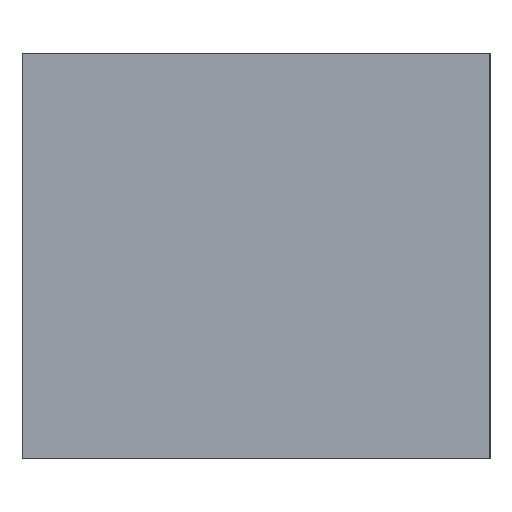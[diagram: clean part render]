
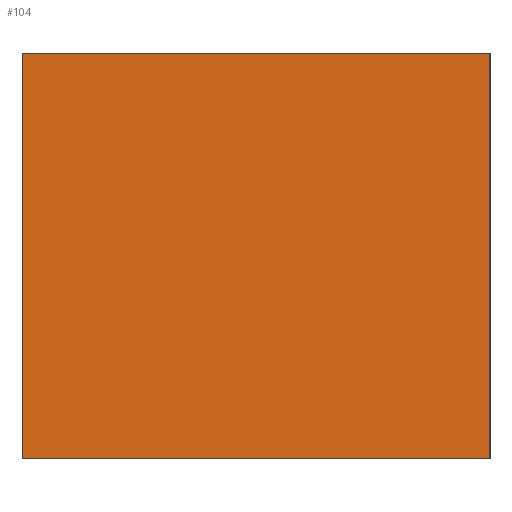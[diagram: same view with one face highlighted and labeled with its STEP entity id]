
A CAD part, left-side view. The second image highlights one B-rep face of the part: STEP entity #104.
In plain terms, the highlighted planar face has unit normal (-1, 0, 0).
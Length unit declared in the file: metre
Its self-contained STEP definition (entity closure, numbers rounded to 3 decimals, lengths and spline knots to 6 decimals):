
#104=ADVANCED_FACE('0:383',(#212),#213,.T.);
#212=FACE_OUTER_BOUND('',#329,.T.);
#213=PLANE('',#330);
#329=EDGE_LOOP('',(#519,#520,#521,#522));
#330=AXIS2_PLACEMENT_3D('',#523,#524,#525);
#519=ORIENTED_EDGE('',*,*,#713,.T.);
#520=ORIENTED_EDGE('',*,*,#714,.F.);
#521=ORIENTED_EDGE('',*,*,#692,.F.);
#522=ORIENTED_EDGE('',*,*,#711,.T.);
#523=CARTESIAN_POINT('',(-0.0003,-0.00015,0.00013));
#524=DIRECTION('',(-1.0,0.0,0.0));
#525=DIRECTION('',(0.0,0.0,1.0));
#692=EDGE_CURVE('0:401',#816,#818,#819,.T.);
#711=EDGE_CURVE('0:446',#816,#846,#848,.T.);
#713=EDGE_CURVE('0:449',#846,#850,#851,.T.);
#714=EDGE_CURVE('0:452',#818,#850,#852,.T.);
#816=VERTEX_POINT('',#996);
#818=VERTEX_POINT('',#999);
#819=LINE('',#1000,#1001);
#846=VERTEX_POINT('',#1041);
#848=LINE('',#1044,#1045);
#850=VERTEX_POINT('',#1047);
#851=LINE('',#1048,#1049);
#852=LINE('',#1050,#1051);
#996=CARTESIAN_POINT('',(-0.0003,-0.00015,0.00026));
#999=CARTESIAN_POINT('',(-0.0003,-0.00015,0.0));
#1000=CARTESIAN_POINT('',(-0.0003,-0.00015,0.00003));
#1001=VECTOR('',#1169,1.0);
#1041=CARTESIAN_POINT('',(-0.0003,0.00015,0.00026));
#1044=CARTESIAN_POINT('',(-0.0003,-0.00015,0.00026));
#1045=VECTOR('',#1184,1.0);
#1047=CARTESIAN_POINT('',(-0.0003,0.00015,0.0));
#1048=CARTESIAN_POINT('',(-0.0003,0.00015,0.00003));
#1049=VECTOR('',#1185,1.0);
#1050=CARTESIAN_POINT('',(-0.0003,-0.00015,0.0));
#1051=VECTOR('',#1186,1.0);
#1169=DIRECTION('',(0.0,0.0,-1.0));
#1184=DIRECTION('',(0.0,1.0,0.0));
#1185=DIRECTION('',(0.0,0.0,-1.0));
#1186=DIRECTION('',(0.0,1.0,0.0));
